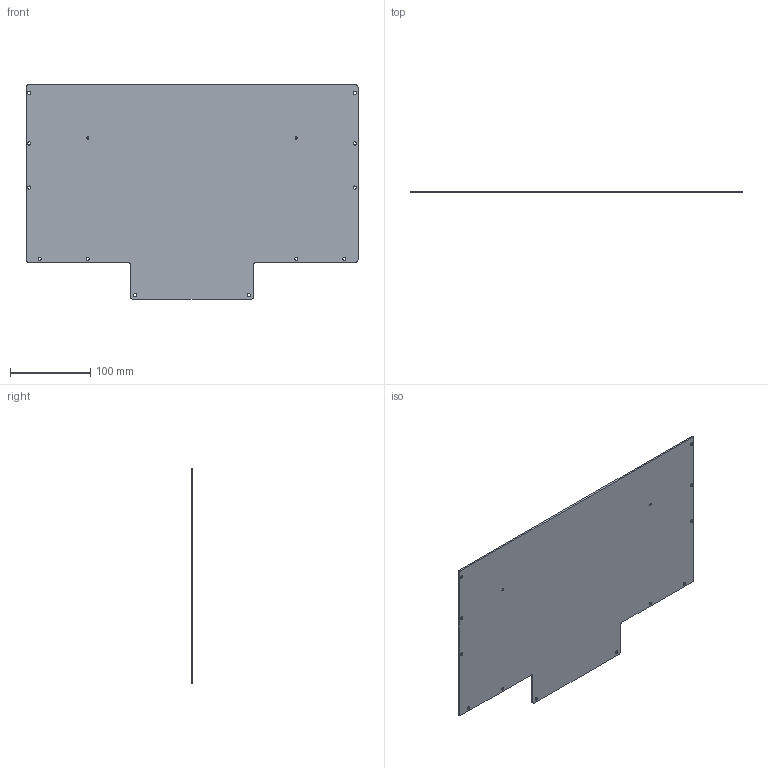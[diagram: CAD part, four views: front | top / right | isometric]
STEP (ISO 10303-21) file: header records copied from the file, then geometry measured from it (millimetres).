
FILE_DESCRIPTION(/* description */ (''),/* implementation_level */ '2;1');
FILE_NAME(/* name */ 'Aladdin_00287_07_v3.stp',/* time_stamp */ '2025-07-02T17:00:35+02:00',/* author */ (''),/* organization */ (''),/* preprocessor_version */ 'ST-DEVELOPER v19.4',/* originating_system */ 'SIEMENS PLM Software NX2306.9102',/* authorisation */ '');
FILE_SCHEMA (('AUTOMOTIVE_DESIGN { 1 0 10303 214 3 1 1 1 }'));
Length unit declared in the file: millimetre
Products named in the file (1): 00287_07_v3_objects
Bounding box: 414 x 2 x 267 mm (x, y, z)
Volume: 196818.3 mm3; surface area: 199851.5 mm2
Topology: 1 solids, 1 shells, 36 faces, 108 edges, 74 vertices
Faces by surface type: cylinder 22, plane 10, cone 4
Full cylindrical faces by diameter (mm): 2.5 x2, 4 x12
Entity records: 1185 total; most frequent: DIRECTION 202, CARTESIAN_POINT 181, ORIENTED_EDGE 160, AXIS2_PLACEMENT_3D 85, EDGE_LOOP 82, EDGE_CURVE 80, FACE_BOUND 66, VERTEX_POINT 64
